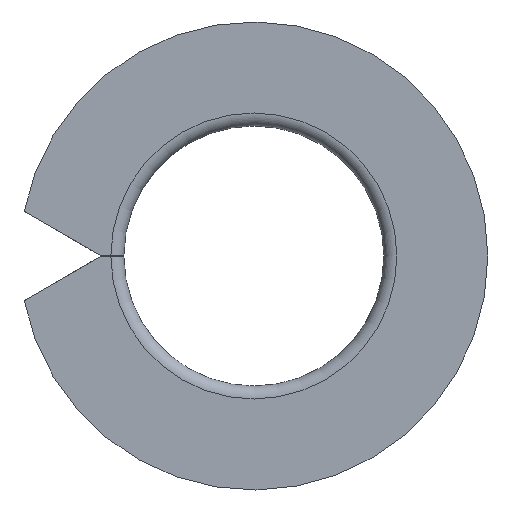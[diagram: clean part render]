
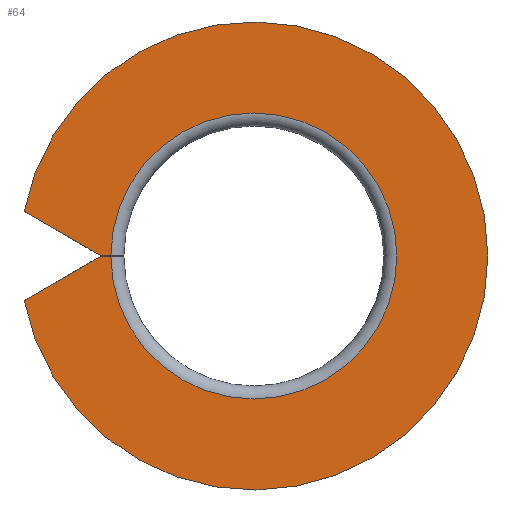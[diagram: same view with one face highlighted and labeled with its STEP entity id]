
A CAD part, left-side view. The second image highlights one B-rep face of the part: STEP entity #64.
In plain terms, the highlighted planar face has unit normal (-1, 0, 0).
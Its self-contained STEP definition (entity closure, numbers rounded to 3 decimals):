
#64 = ADVANCED_FACE( '', ( #122 ), #123, .T. );
#122 = FACE_OUTER_BOUND( '', #171, .T. );
#123 = PLANE( '', #172 );
#171 = EDGE_LOOP( '', ( #293, #294, #295, #296, #297, #298 ) );
#172 = AXIS2_PLACEMENT_3D( '', #299, #300, #301 );
#293 = ORIENTED_EDGE( '', *, *, #305, .F. );
#294 = ORIENTED_EDGE( '', *, *, #344, .T. );
#295 = ORIENTED_EDGE( '', *, *, #350, .T. );
#296 = ORIENTED_EDGE( '', *, *, #308, .T. );
#297 = ORIENTED_EDGE( '', *, *, #335, .T. );
#298 = ORIENTED_EDGE( '', *, *, #316, .T. );
#299 = CARTESIAN_POINT( '', ( 0., -5.5, 0. ) );
#300 = DIRECTION( '', ( -1., 0., 0. ) );
#301 = DIRECTION( '', ( 0., 0., 1. ) );
#305 = EDGE_CURVE( '', #356, #358, #359, .T. );
#308 = EDGE_CURVE( '', #362, #363, #364, .T. );
#316 = EDGE_CURVE( '', #377, #358, #378, .T. );
#335 = EDGE_CURVE( '', #363, #377, #406, .T. );
#344 = EDGE_CURVE( '', #356, #416, #418, .T. );
#350 = EDGE_CURVE( '', #416, #362, #424, .T. );
#356 = VERTEX_POINT( '', #430 );
#358 = VERTEX_POINT( '', #437 );
#359 = CIRCLE( '', #438, 5.5 );
#362 = VERTEX_POINT( '', #446 );
#363 = VERTEX_POINT( '', #447 );
#364 = CIRCLE( '', #448, 9. );
#377 = VERTEX_POINT( '', #468 );
#378 = LINE( '', #469, #470 );
#406 = LINE( '', #521, #522 );
#416 = VERTEX_POINT( '', #539 );
#418 = LINE( '', #542, #543 );
#424 = LINE( '', #559, #560 );
#430 = CARTESIAN_POINT( '', ( 0., 5.5, -0.02 ) );
#437 = CARTESIAN_POINT( '', ( 0., 5.5, 0.02 ) );
#438 = AXIS2_PLACEMENT_3D( '', #565, #566, #567 );
#446 = CARTESIAN_POINT( '', ( 0., 8.835, -1.715 ) );
#447 = CARTESIAN_POINT( '', ( 0., 8.835, 1.715 ) );
#448 = AXIS2_PLACEMENT_3D( '', #568, #569, #570 );
#468 = CARTESIAN_POINT( '', ( 0., 5.9, 0.02 ) );
#469 = CARTESIAN_POINT( '', ( 0., 5.9, 0.02 ) );
#470 = VECTOR( '', #578, 1000. );
#521 = CARTESIAN_POINT( '', ( 0., 9., 1.81 ) );
#522 = VECTOR( '', #599, 1000. );
#539 = CARTESIAN_POINT( '', ( 0., 5.9, -0.02 ) );
#542 = CARTESIAN_POINT( '', ( 0., 4.5, -0.02 ) );
#543 = VECTOR( '', #605, 1000. );
#559 = CARTESIAN_POINT( '', ( 0., 5.9, -0.02 ) );
#560 = VECTOR( '', #607, 1000. );
#565 = CARTESIAN_POINT( '', ( 0., 0., 0. ) );
#566 = DIRECTION( '', ( -1., 0., 0. ) );
#567 = DIRECTION( '', ( 0., 0., 1. ) );
#568 = CARTESIAN_POINT( '', ( 0., 0., 0. ) );
#569 = DIRECTION( '', ( -1., 0., 0. ) );
#570 = DIRECTION( '', ( 0., 0., 1. ) );
#578 = DIRECTION( '', ( 0., -1., 0. ) );
#599 = DIRECTION( '', ( 0., -0.866, -0.5 ) );
#605 = DIRECTION( '', ( 0., 1., 0. ) );
#607 = DIRECTION( '', ( 0., 0.866, -0.5 ) );
